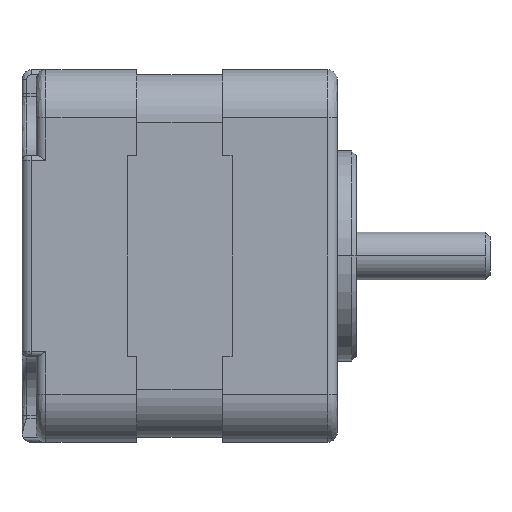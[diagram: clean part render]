
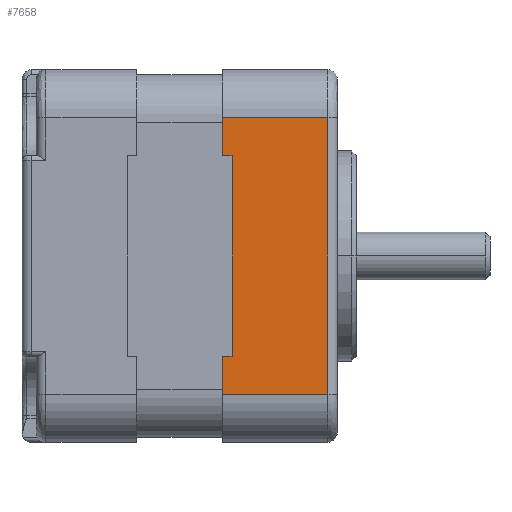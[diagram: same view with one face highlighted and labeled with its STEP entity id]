
A CAD part, front view. The second image highlights one B-rep face of the part: STEP entity #7658.
In plain terms, the highlighted planar face has unit normal (0, -1, 0).
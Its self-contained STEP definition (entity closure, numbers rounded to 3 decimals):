
#144 = VERTEX_POINT ( 'NONE', #6551 ) ;
#174 = CARTESIAN_POINT ( 'NONE',  ( 16.5, -19.5, 14.5 ) ) ;
#250 = VECTOR ( 'NONE', #3086, 1000. ) ;
#323 = LINE ( 'NONE', #4916, #7390 ) ;
#326 = VECTOR ( 'NONE', #5074, 1000. ) ;
#337 = DIRECTION ( 'NONE',  ( 0., 1., 0. ) ) ;
#505 = DIRECTION ( 'NONE',  ( 0., 0., 1. ) ) ;
#565 = CARTESIAN_POINT ( 'NONE',  ( 4.5, -19.5, -10.5 ) ) ;
#598 = LINE ( 'NONE', #5719, #3015 ) ;
#653 = DIRECTION ( 'NONE',  ( 0., 0., 1. ) ) ;
#694 = LINE ( 'NONE', #565, #2303 ) ;
#1226 = CARTESIAN_POINT ( 'NONE',  ( 5.5, -19.5, -10.5 ) ) ;
#1287 = LINE ( 'NONE', #5767, #4845 ) ;
#1345 = CARTESIAN_POINT ( 'NONE',  ( 4.5, -19.5, -10.5 ) ) ;
#1447 = DIRECTION ( 'NONE',  ( 1., 0., 0. ) ) ;
#1891 = EDGE_CURVE ( 'NONE', #144, #2149, #3845, .T. ) ;
#2149 = VERTEX_POINT ( 'NONE', #7545 ) ;
#2244 = ORIENTED_EDGE ( 'NONE', *, *, #1891, .F. ) ;
#2303 = VECTOR ( 'NONE', #653, 1000. ) ;
#2531 = ORIENTED_EDGE ( 'NONE', *, *, #6225, .F. ) ;
#2550 = EDGE_CURVE ( 'NONE', #4448, #3851, #1287, .T. ) ;
#2799 = LINE ( 'NONE', #3404, #7063 ) ;
#3015 = VECTOR ( 'NONE', #6507, 1000. ) ;
#3086 = DIRECTION ( 'NONE',  ( 0., 0., -1. ) ) ;
#3281 = ORIENTED_EDGE ( 'NONE', *, *, #4854, .T. ) ;
#3395 = VECTOR ( 'NONE', #1447, 1000. ) ;
#3404 = CARTESIAN_POINT ( 'NONE',  ( 4.5, -19.5, 19. ) ) ;
#3518 = CARTESIAN_POINT ( 'NONE',  ( 4.5, -19.5, -14.5 ) ) ;
#3626 = ORIENTED_EDGE ( 'NONE', *, *, #3952, .F. ) ;
#3699 = ORIENTED_EDGE ( 'NONE', *, *, #5596, .F. ) ;
#3845 = LINE ( 'NONE', #6412, #250 ) ;
#3851 = VERTEX_POINT ( 'NONE', #7904 ) ;
#3952 = EDGE_CURVE ( 'NONE', #2149, #4588, #5643, .T. ) ;
#3988 = ORIENTED_EDGE ( 'NONE', *, *, #6734, .F. ) ;
#4045 = EDGE_CURVE ( 'NONE', #4588, #7159, #694, .T. ) ;
#4448 = VERTEX_POINT ( 'NONE', #7666 ) ;
#4588 = VERTEX_POINT ( 'NONE', #3518 ) ;
#4661 = FACE_OUTER_BOUND ( 'NONE', #6325, .T. ) ;
#4740 = PLANE ( 'NONE',  #5779 ) ;
#4845 = VECTOR ( 'NONE', #8387, 1000. ) ;
#4854 = EDGE_CURVE ( 'NONE', #7589, #3851, #2799, .T. ) ;
#4916 = CARTESIAN_POINT ( 'NONE',  ( 5.5, -19.5, 10.5 ) ) ;
#5074 = DIRECTION ( 'NONE',  ( -1., 0., 0. ) ) ;
#5531 = DIRECTION ( 'NONE',  ( 0., 0., 1. ) ) ;
#5596 = EDGE_CURVE ( 'NONE', #7589, #144, #6081, .T. ) ;
#5643 = LINE ( 'NONE', #7024, #326 ) ;
#5719 = CARTESIAN_POINT ( 'NONE',  ( 5.5, -19.5, -10.5 ) ) ;
#5767 = CARTESIAN_POINT ( 'NONE',  ( 4.5, -19.5, 10.5 ) ) ;
#5777 = ORIENTED_EDGE ( 'NONE', *, *, #2550, .F. ) ;
#5779 = AXIS2_PLACEMENT_3D ( 'NONE', #8318, #337, #505 ) ;
#5932 = DIRECTION ( 'NONE',  ( 0., 0., -1. ) ) ;
#6062 = ORIENTED_EDGE ( 'NONE', *, *, #4045, .F. ) ;
#6081 = LINE ( 'NONE', #174, #3395 ) ;
#6174 = VERTEX_POINT ( 'NONE', #1226 ) ;
#6225 = EDGE_CURVE ( 'NONE', #7159, #6174, #598, .T. ) ;
#6325 = EDGE_LOOP ( 'NONE', ( #2244, #3699, #3281, #5777, #3988, #2531, #6062, #3626 ) ) ;
#6412 = CARTESIAN_POINT ( 'NONE',  ( 15.5, -19.5, -19.5 ) ) ;
#6507 = DIRECTION ( 'NONE',  ( 1., 0., 0. ) ) ;
#6551 = CARTESIAN_POINT ( 'NONE',  ( 15.5, -19.5, 14.5 ) ) ;
#6734 = EDGE_CURVE ( 'NONE', #6174, #4448, #323, .T. ) ;
#7024 = CARTESIAN_POINT ( 'NONE',  ( 16.5, -19.5, -14.5 ) ) ;
#7063 = VECTOR ( 'NONE', #5932, 1000. ) ;
#7156 = CARTESIAN_POINT ( 'NONE',  ( 4.5, -19.5, 14.5 ) ) ;
#7159 = VERTEX_POINT ( 'NONE', #1345 ) ;
#7390 = VECTOR ( 'NONE', #5531, 1000. ) ;
#7545 = CARTESIAN_POINT ( 'NONE',  ( 15.5, -19.5, -14.5 ) ) ;
#7589 = VERTEX_POINT ( 'NONE', #7156 ) ;
#7658 = ADVANCED_FACE ( 'NONE', ( #4661 ), #4740, .F. ) ;
#7666 = CARTESIAN_POINT ( 'NONE',  ( 5.5, -19.5, 10.5 ) ) ;
#7904 = CARTESIAN_POINT ( 'NONE',  ( 4.5, -19.5, 10.5 ) ) ;
#8318 = CARTESIAN_POINT ( 'NONE',  ( 16.5, -19.5, 19.5 ) ) ;
#8387 = DIRECTION ( 'NONE',  ( -1., 0., 0. ) ) ;
